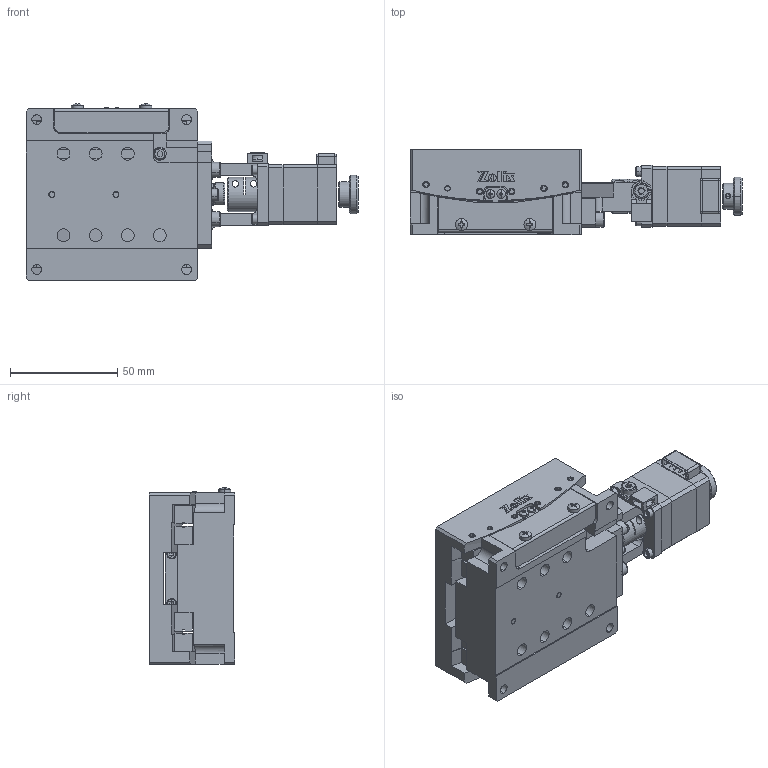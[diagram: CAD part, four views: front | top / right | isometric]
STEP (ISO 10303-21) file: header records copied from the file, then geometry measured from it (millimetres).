
FILE_DESCRIPTION (( 'STEP AP203' ), '1' );
FILE_NAME ('GON140-80.step', '2019-05-06T07:48:49', ( '' ), ( '' ), 'SwSTEP 2.0', 'SolidWorks 2017', '' );
FILE_SCHEMA (( 'CONFIG_CONTROL_DESIGN' ));
Length unit declared in the file: millimetre
Products named in the file (1): GON140-80
Bounding box: 155 x 40 x 82.37 mm (x, y, z)
Surface area: 67366.5 mm2 (no closed solid volume)
Topology: 0 solids, 79 shells, 870 faces, 3074 edges, 2219 vertices
Faces by surface type: plane 536, cylinder 231, torus 46, cone 45, sphere 12
Entity records: 34352 total; most frequent: CARTESIAN_POINT 7777, DIRECTION 5633, ORIENTED_EDGE 4814, EDGE_CURVE 3054, VERTEX_POINT 2219, LINE 1947, VECTOR 1947, AXIS2_PLACEMENT_3D 1843
